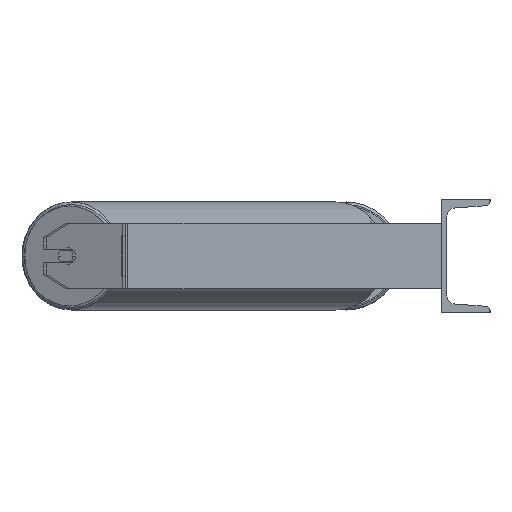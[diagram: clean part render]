
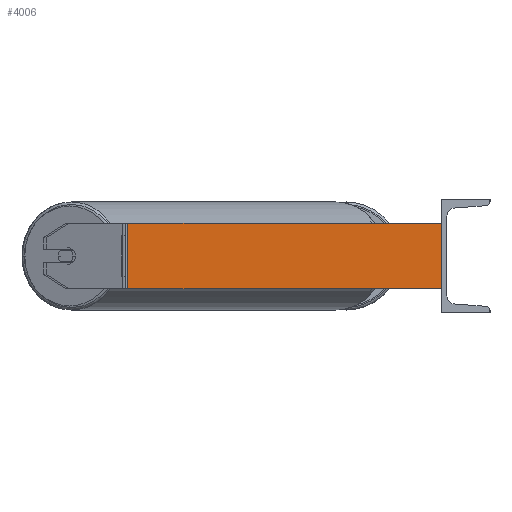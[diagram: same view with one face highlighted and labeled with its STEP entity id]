
A CAD part, left-side view. The second image highlights one B-rep face of the part: STEP entity #4006.
In plain terms, the highlighted planar face has unit normal (-1, 0, 0).
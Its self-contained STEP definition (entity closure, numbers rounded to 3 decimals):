
#165 = VERTEX_POINT ( 'NONE', #2222 ) ;
#687 = VECTOR ( 'NONE', #8730, 1000. ) ;
#1926 = DIRECTION ( 'NONE',  ( 0., 0., -1. ) ) ;
#1947 = LINE ( 'NONE', #5419, #687 ) ;
#2222 = CARTESIAN_POINT ( 'NONE',  ( -1185., 0., -40. ) ) ;
#2429 = LINE ( 'NONE', #5222, #7969 ) ;
#2531 = VERTEX_POINT ( 'NONE', #5072 ) ;
#2577 = VECTOR ( 'NONE', #4300, 1000. ) ;
#2723 = AXIS2_PLACEMENT_3D ( 'NONE', #3990, #8257, #1926 ) ;
#2950 = VECTOR ( 'NONE', #7117, 1000. ) ;
#3990 = CARTESIAN_POINT ( 'NONE',  ( -1185., 388.852, 40. ) ) ;
#4006 = ADVANCED_FACE ( 'NONE', ( #5540 ), #7565, .F. ) ;
#4115 = EDGE_CURVE ( 'NONE', #6194, #7434, #8521, .T. ) ;
#4300 = DIRECTION ( 'NONE',  ( 0., 0., -1. ) ) ;
#4348 = CARTESIAN_POINT ( 'NONE',  ( -1185., 388.852, 40. ) ) ;
#4398 = ORIENTED_EDGE ( 'NONE', *, *, #5303, .F. ) ;
#4663 = EDGE_CURVE ( 'NONE', #7434, #165, #1947, .T. ) ;
#4907 = LINE ( 'NONE', #4348, #2950 ) ;
#5026 = ORIENTED_EDGE ( 'NONE', *, *, #4115, .T. ) ;
#5072 = CARTESIAN_POINT ( 'NONE',  ( -1185., 0., 40. ) ) ;
#5222 = CARTESIAN_POINT ( 'NONE',  ( -1185., 0., 40. ) ) ;
#5303 = EDGE_CURVE ( 'NONE', #2531, #165, #2429, .T. ) ;
#5419 = CARTESIAN_POINT ( 'NONE',  ( -1185., 388.852, -40. ) ) ;
#5529 = DIRECTION ( 'NONE',  ( 0., 0., -1. ) ) ;
#5540 = FACE_OUTER_BOUND ( 'NONE', #8650, .T. ) ;
#6194 = VERTEX_POINT ( 'NONE', #6859 ) ;
#6853 = ORIENTED_EDGE ( 'NONE', *, *, #8480, .F. ) ;
#6859 = CARTESIAN_POINT ( 'NONE',  ( -1185., 385.305, 40. ) ) ;
#7020 = CARTESIAN_POINT ( 'NONE',  ( -1185., 385.305, 40. ) ) ;
#7117 = DIRECTION ( 'NONE',  ( 0., -1., 0. ) ) ;
#7434 = VERTEX_POINT ( 'NONE', #8427 ) ;
#7565 = PLANE ( 'NONE',  #2723 ) ;
#7847 = ORIENTED_EDGE ( 'NONE', *, *, #4663, .T. ) ;
#7969 = VECTOR ( 'NONE', #5529, 1000. ) ;
#8257 = DIRECTION ( 'NONE',  ( 1., 0., 0. ) ) ;
#8427 = CARTESIAN_POINT ( 'NONE',  ( -1185., 385.305, -40. ) ) ;
#8480 = EDGE_CURVE ( 'NONE', #6194, #2531, #4907, .T. ) ;
#8521 = LINE ( 'NONE', #7020, #2577 ) ;
#8650 = EDGE_LOOP ( 'NONE', ( #7847, #4398, #6853, #5026 ) ) ;
#8730 = DIRECTION ( 'NONE',  ( 0., -1., 0. ) ) ;
